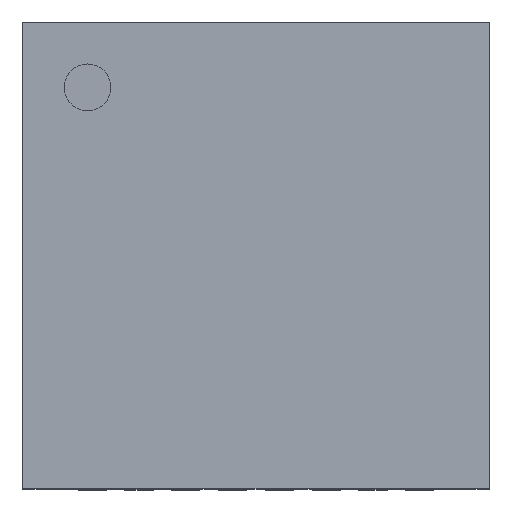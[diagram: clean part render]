
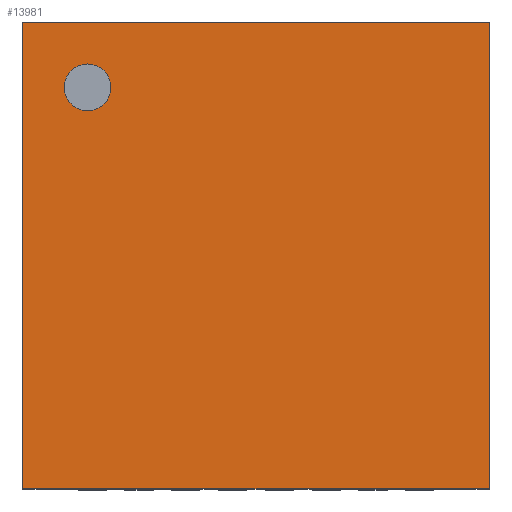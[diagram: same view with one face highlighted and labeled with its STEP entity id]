
A CAD part, top view. The second image highlights one B-rep face of the part: STEP entity #13981.
In plain terms, the highlighted planar face has unit normal (0, 0, 1).
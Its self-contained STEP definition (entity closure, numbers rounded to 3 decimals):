
#225 = PLANE('',#226);
#226 = AXIS2_PLACEMENT_3D('',#227,#228,#229);
#227 = CARTESIAN_POINT('',(2.49,-2.49,0.03));
#228 = DIRECTION('',(1.,0.,0.));
#229 = DIRECTION('',(0.,0.,1.));
#479 = PLANE('',#480);
#480 = AXIS2_PLACEMENT_3D('',#481,#482,#483);
#481 = CARTESIAN_POINT('',(-2.49,-2.49,0.03));
#482 = DIRECTION('',(1.,0.,0.));
#483 = DIRECTION('',(0.,0.,1.));
#507 = PLANE('',#508);
#508 = AXIS2_PLACEMENT_3D('',#509,#510,#511);
#509 = CARTESIAN_POINT('',(-2.49,-2.49,0.03));
#510 = DIRECTION('',(0.,1.,0.));
#511 = DIRECTION('',(0.,0.,1.));
#2232 = PLANE('',#2233);
#2233 = AXIS2_PLACEMENT_3D('',#2234,#2235,#2236);
#2234 = CARTESIAN_POINT('',(-2.49,2.49,0.03));
#2235 = DIRECTION('',(0.,1.,0.));
#2236 = DIRECTION('',(0.,0.,1.));
#4142 = EDGE_CURVE('',#4143,#4145,#4147,.T.);
#4143 = VERTEX_POINT('',#4144);
#4144 = CARTESIAN_POINT('',(2.49,-2.49,1.01));
#4145 = VERTEX_POINT('',#4146);
#4146 = CARTESIAN_POINT('',(2.49,2.49,1.01));
#4147 = SURFACE_CURVE('',#4148,(#4152,#4159),.PCURVE_S1.);
#4148 = LINE('',#4149,#4150);
#4149 = CARTESIAN_POINT('',(2.49,-2.49,1.01));
#4150 = VECTOR('',#4151,1.);
#4151 = DIRECTION('',(0.,1.,0.));
#4152 = PCURVE('',#225,#4153);
#4153 = DEFINITIONAL_REPRESENTATION('',(#4154),#4158);
#4154 = LINE('',#4155,#4156);
#4155 = CARTESIAN_POINT('',(0.98,0.));
#4156 = VECTOR('',#4157,1.);
#4157 = DIRECTION('',(0.,-1.));
#4158 = ( GEOMETRIC_REPRESENTATION_CONTEXT(2) 
PARAMETRIC_REPRESENTATION_CONTEXT() REPRESENTATION_CONTEXT('2D SPACE',''
  ) );
#4159 = PCURVE('',#4160,#4165);
#4160 = PLANE('',#4161);
#4161 = AXIS2_PLACEMENT_3D('',#4162,#4163,#4164);
#4162 = CARTESIAN_POINT('',(-2.49,-2.49,1.01));
#4163 = DIRECTION('',(0.,0.,1.));
#4164 = DIRECTION('',(1.,0.,0.));
#4165 = DEFINITIONAL_REPRESENTATION('',(#4166),#4170);
#4166 = LINE('',#4167,#4168);
#4167 = CARTESIAN_POINT('',(4.98,0.));
#4168 = VECTOR('',#4169,1.);
#4169 = DIRECTION('',(0.,1.));
#4170 = ( GEOMETRIC_REPRESENTATION_CONTEXT(2) 
PARAMETRIC_REPRESENTATION_CONTEXT() REPRESENTATION_CONTEXT('2D SPACE',''
  ) );
#4738 = EDGE_CURVE('',#4739,#4741,#4743,.T.);
#4739 = VERTEX_POINT('',#4740);
#4740 = CARTESIAN_POINT('',(-2.49,-2.49,1.01));
#4741 = VERTEX_POINT('',#4742);
#4742 = CARTESIAN_POINT('',(-2.49,2.49,1.01));
#4743 = SURFACE_CURVE('',#4744,(#4748,#4755),.PCURVE_S1.);
#4744 = LINE('',#4745,#4746);
#4745 = CARTESIAN_POINT('',(-2.49,-2.49,1.01));
#4746 = VECTOR('',#4747,1.);
#4747 = DIRECTION('',(0.,1.,0.));
#4748 = PCURVE('',#479,#4749);
#4749 = DEFINITIONAL_REPRESENTATION('',(#4750),#4754);
#4750 = LINE('',#4751,#4752);
#4751 = CARTESIAN_POINT('',(0.98,0.));
#4752 = VECTOR('',#4753,1.);
#4753 = DIRECTION('',(0.,-1.));
#4754 = ( GEOMETRIC_REPRESENTATION_CONTEXT(2) 
PARAMETRIC_REPRESENTATION_CONTEXT() REPRESENTATION_CONTEXT('2D SPACE',''
  ) );
#4755 = PCURVE('',#4160,#4756);
#4756 = DEFINITIONAL_REPRESENTATION('',(#4757),#4761);
#4757 = LINE('',#4758,#4759);
#4758 = CARTESIAN_POINT('',(0.,0.));
#4759 = VECTOR('',#4760,1.);
#4760 = DIRECTION('',(0.,1.));
#4761 = ( GEOMETRIC_REPRESENTATION_CONTEXT(2) 
PARAMETRIC_REPRESENTATION_CONTEXT() REPRESENTATION_CONTEXT('2D SPACE',''
  ) );
#5371 = EDGE_CURVE('',#4739,#4143,#5372,.T.);
#5372 = SURFACE_CURVE('',#5373,(#5377,#5384),.PCURVE_S1.);
#5373 = LINE('',#5374,#5375);
#5374 = CARTESIAN_POINT('',(-2.49,-2.49,1.01));
#5375 = VECTOR('',#5376,1.);
#5376 = DIRECTION('',(1.,0.,0.));
#5377 = PCURVE('',#507,#5378);
#5378 = DEFINITIONAL_REPRESENTATION('',(#5379),#5383);
#5379 = LINE('',#5380,#5381);
#5380 = CARTESIAN_POINT('',(0.98,0.));
#5381 = VECTOR('',#5382,1.);
#5382 = DIRECTION('',(0.,1.));
#5383 = ( GEOMETRIC_REPRESENTATION_CONTEXT(2) 
PARAMETRIC_REPRESENTATION_CONTEXT() REPRESENTATION_CONTEXT('2D SPACE',''
  ) );
#5384 = PCURVE('',#4160,#5385);
#5385 = DEFINITIONAL_REPRESENTATION('',(#5386),#5390);
#5386 = LINE('',#5387,#5388);
#5387 = CARTESIAN_POINT('',(0.,0.));
#5388 = VECTOR('',#5389,1.);
#5389 = DIRECTION('',(1.,0.));
#5390 = ( GEOMETRIC_REPRESENTATION_CONTEXT(2) 
PARAMETRIC_REPRESENTATION_CONTEXT() REPRESENTATION_CONTEXT('2D SPACE',''
  ) );
#9670 = EDGE_CURVE('',#4741,#4145,#9671,.T.);
#9671 = SURFACE_CURVE('',#9672,(#9676,#9683),.PCURVE_S1.);
#9672 = LINE('',#9673,#9674);
#9673 = CARTESIAN_POINT('',(-2.49,2.49,1.01));
#9674 = VECTOR('',#9675,1.);
#9675 = DIRECTION('',(1.,0.,0.));
#9676 = PCURVE('',#2232,#9677);
#9677 = DEFINITIONAL_REPRESENTATION('',(#9678),#9682);
#9678 = LINE('',#9679,#9680);
#9679 = CARTESIAN_POINT('',(0.98,0.));
#9680 = VECTOR('',#9681,1.);
#9681 = DIRECTION('',(0.,1.));
#9682 = ( GEOMETRIC_REPRESENTATION_CONTEXT(2) 
PARAMETRIC_REPRESENTATION_CONTEXT() REPRESENTATION_CONTEXT('2D SPACE',''
  ) );
#9683 = PCURVE('',#4160,#9684);
#9684 = DEFINITIONAL_REPRESENTATION('',(#9685),#9689);
#9685 = LINE('',#9686,#9687);
#9686 = CARTESIAN_POINT('',(0.,4.98));
#9687 = VECTOR('',#9688,1.);
#9688 = DIRECTION('',(1.,0.));
#9689 = ( GEOMETRIC_REPRESENTATION_CONTEXT(2) 
PARAMETRIC_REPRESENTATION_CONTEXT() REPRESENTATION_CONTEXT('2D SPACE',''
  ) );
#13981 = ADVANCED_FACE('',(#13982,#13988),#4160,.T.);
#13982 = FACE_BOUND('',#13983,.T.);
#13983 = EDGE_LOOP('',(#13984,#13985,#13986,#13987));
#13984 = ORIENTED_EDGE('',*,*,#4738,.F.);
#13985 = ORIENTED_EDGE('',*,*,#5371,.T.);
#13986 = ORIENTED_EDGE('',*,*,#4142,.T.);
#13987 = ORIENTED_EDGE('',*,*,#9670,.F.);
#13988 = FACE_BOUND('',#13989,.T.);
#13989 = EDGE_LOOP('',(#13990));
#13990 = ORIENTED_EDGE('',*,*,#13991,.F.);
#13991 = EDGE_CURVE('',#13992,#13992,#13994,.T.);
#13992 = VERTEX_POINT('',#13993);
#13993 = CARTESIAN_POINT('',(-1.55,-1.8,1.01));
#13994 = SURFACE_CURVE('',#13995,(#14000,#14007),.PCURVE_S1.);
#13995 = CIRCLE('',#13996,0.25);
#13996 = AXIS2_PLACEMENT_3D('',#13997,#13998,#13999);
#13997 = CARTESIAN_POINT('',(-1.8,-1.8,1.01));
#13998 = DIRECTION('',(0.,0.,1.));
#13999 = DIRECTION('',(1.,0.,0.));
#14000 = PCURVE('',#4160,#14001);
#14001 = DEFINITIONAL_REPRESENTATION('',(#14002),#14006);
#14002 = CIRCLE('',#14003,0.25);
#14003 = AXIS2_PLACEMENT_2D('',#14004,#14005);
#14004 = CARTESIAN_POINT('',(0.69,0.69));
#14005 = DIRECTION('',(1.,0.));
#14006 = ( GEOMETRIC_REPRESENTATION_CONTEXT(2) 
PARAMETRIC_REPRESENTATION_CONTEXT() REPRESENTATION_CONTEXT('2D SPACE',''
  ) );
#14007 = PCURVE('',#14008,#14013);
#14008 = CYLINDRICAL_SURFACE('',#14009,0.25);
#14009 = AXIS2_PLACEMENT_3D('',#14010,#14011,#14012);
#14010 = CARTESIAN_POINT('',(-1.8,-1.8,1.01));
#14011 = DIRECTION('',(-0.,-0.,-1.));
#14012 = DIRECTION('',(1.,0.,0.));
#14013 = DEFINITIONAL_REPRESENTATION('',(#14014),#14018);
#14014 = LINE('',#14015,#14016);
#14015 = CARTESIAN_POINT('',(-0.,0.));
#14016 = VECTOR('',#14017,1.);
#14017 = DIRECTION('',(-1.,0.));
#14018 = ( GEOMETRIC_REPRESENTATION_CONTEXT(2) 
PARAMETRIC_REPRESENTATION_CONTEXT() REPRESENTATION_CONTEXT('2D SPACE',''
  ) );
